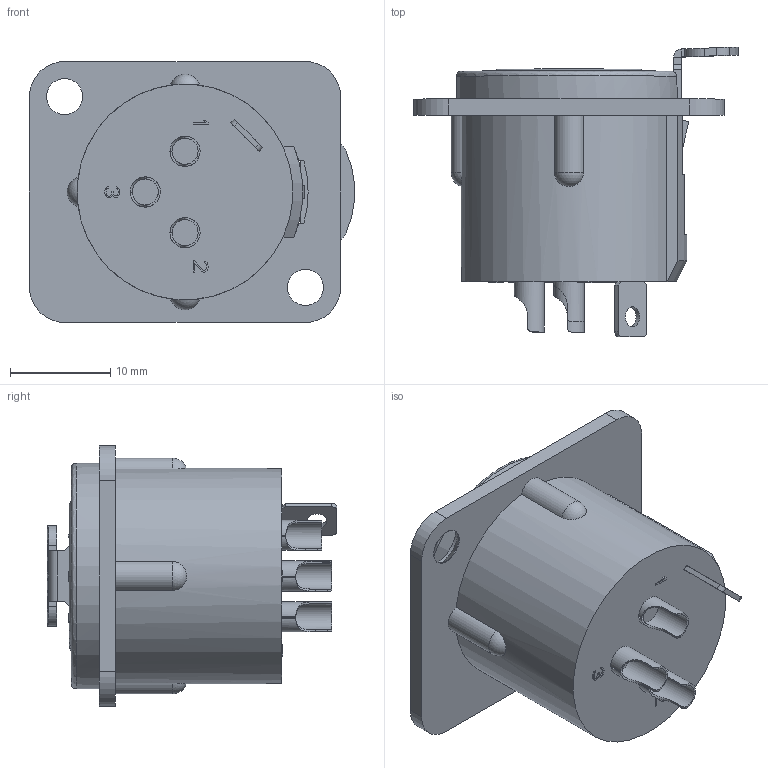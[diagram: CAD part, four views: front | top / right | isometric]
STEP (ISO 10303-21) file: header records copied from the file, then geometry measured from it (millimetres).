
FILE_DESCRIPTION((''),'2;1');
FILE_NAME('RC3FDL','2021-04-27T',('xhp'),(''),'PRO/ENGINEER BY PARAMETRIC TECHNOLOGY CORPORATION, 2013040','PRO/ENGINEER BY PARAMETRIC TECHNOLOGY CORPORATION, 2013040','');
FILE_SCHEMA(('CONFIG_CONTROL_DESIGN'));
Length unit declared in the file: millimetre
Products named in the file (1): RC3FDL
Bounding box: 32.39 x 28.9 x 26 mm (x, y, z)
Volume: 7994.4 mm3; surface area: 4310.6 mm2
Topology: 1 solids, 5 shells, 612 faces, 1668 edges, 1085 vertices
Faces by surface type: plane 483, cylinder 77, bspline 44, sphere 4, torus 3, cone 1
Entity records: 21201 total; most frequent: CARTESIAN_POINT 5958, ORIENTED_EDGE 3318, DIRECTION 2837, EDGE_CURVE 1659, VECTOR 1369, LINE 1369, VERTEX_POINT 1085, AXIS2_PLACEMENT_3D 734
